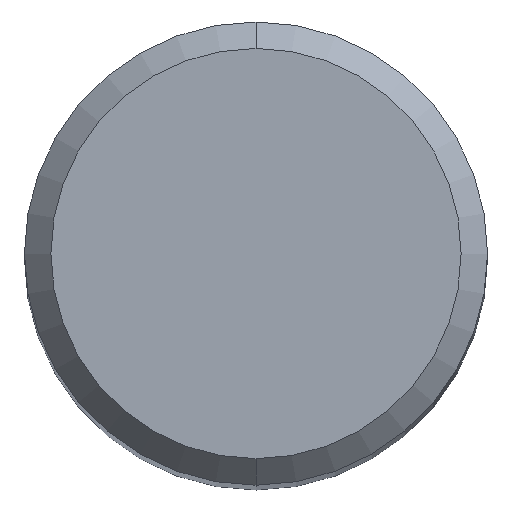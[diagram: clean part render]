
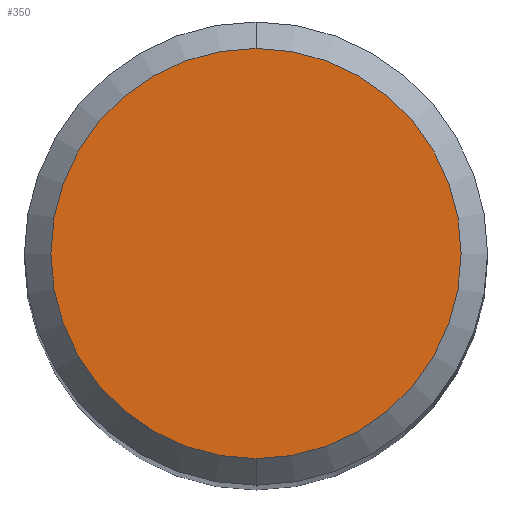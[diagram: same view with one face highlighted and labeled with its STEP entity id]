
A CAD part, top view. The second image highlights one B-rep face of the part: STEP entity #350.
In plain terms, the highlighted planar face has unit normal (0, 0, 1).
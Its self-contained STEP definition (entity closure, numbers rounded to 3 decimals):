
#242=EDGE_CURVE('',#404,#394,#549,.T.);
#312=EDGE_CURVE('',#394,#404,#628,.T.);
#350=ADVANCED_FACE('',(#669),#670,.T.);
#394=VERTEX_POINT('',#719);
#404=VERTEX_POINT('',#729);
#549=CIRCLE('',#1027,3.1);
#628=CIRCLE('',#1176,3.1);
#669=FACE_OUTER_BOUND('',#1239,.T.);
#670=PLANE('',#1240);
#719=CARTESIAN_POINT('',(0.0,3.1,0.0));
#729=CARTESIAN_POINT('',(0.,-3.1,0.0));
#1027=AXIS2_PLACEMENT_3D('',#1493,#1494,#1495);
#1176=AXIS2_PLACEMENT_3D('',#1594,#1595,#1596);
#1239=EDGE_LOOP('',(#1627,#1628));
#1240=AXIS2_PLACEMENT_3D('',#1629,#1630,#1631);
#1493=CARTESIAN_POINT('',(0.0,0.0,0.0));
#1494=DIRECTION('',(0.0,0.0,-1.0));
#1495=DIRECTION('',(0.0,1.0,0.0));
#1594=CARTESIAN_POINT('',(0.0,0.0,0.0));
#1595=DIRECTION('',(0.0,0.0,-1.0));
#1596=DIRECTION('',(0.0,1.0,0.0));
#1627=ORIENTED_EDGE('',*,*,#312,.F.);
#1628=ORIENTED_EDGE('',*,*,#242,.F.);
#1629=CARTESIAN_POINT('',(0.0,1.55,0.0));
#1630=DIRECTION('',(-0.0,0.0,1.0));
#1631=DIRECTION('',(0.0,-1.0,0.0));
